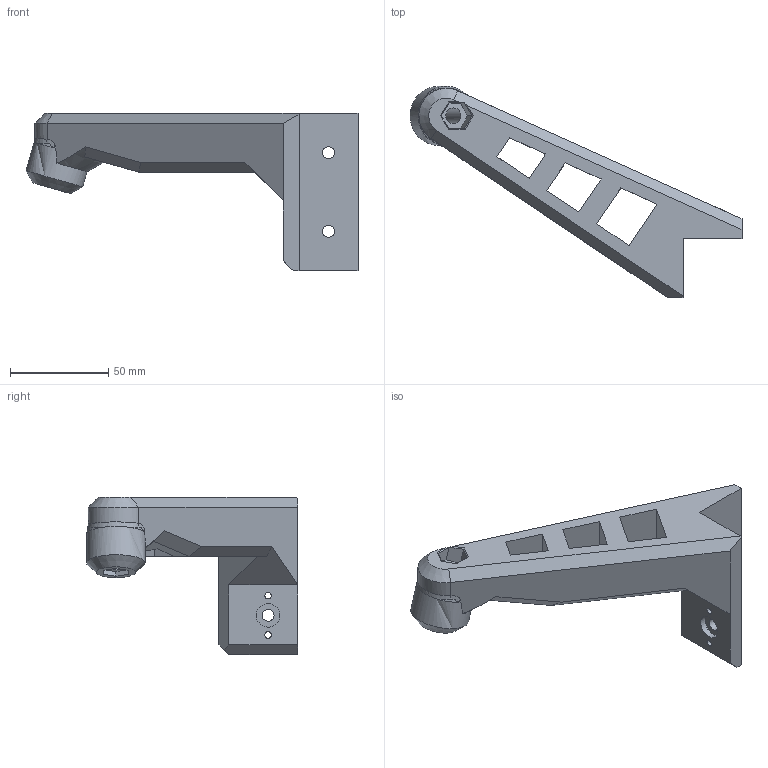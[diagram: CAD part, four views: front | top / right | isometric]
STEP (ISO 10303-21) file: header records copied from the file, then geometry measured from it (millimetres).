
FILE_DESCRIPTION(/* description */ (''),/* implementation_level */ '2;1');
FILE_NAME(/* name */ 'arm 15 deg.stp',/* time_stamp */ '2021-07-12T21:13:00+02:00',/* author */ ('luk'),/* organization */ (''),/* preprocessor_version */ 'ST-DEVELOPER v18',/* originating_system */ 'Autodesk Inventor 2020',/* authorisation */ '');
FILE_SCHEMA (('AUTOMOTIVE_DESIGN { 1 0 10303 214 3 1 1 }'));
Length unit declared in the file: millimetre
Products named in the file (1): ramie filamentu2
Bounding box: 168.91 x 107.4 x 80 mm (x, y, z)
Volume: 177185.3 mm3; surface area: 38039.8 mm2
Topology: 1 solids, 1 shells, 91 faces, 260 edges, 175 vertices
Faces by surface type: plane 72, cylinder 11, cone 5, bspline 3
Full cylindrical faces by diameter (mm): 3.3 x2, 6.1 x3, 8 x1, 12 x3, 30 x1
Entity records: 3206 total; most frequent: CARTESIAN_POINT 743, ORIENTED_EDGE 520, DIRECTION 467, EDGE_CURVE 260, LINE 199, VECTOR 199, VERTEX_POINT 175, AXIS2_PLACEMENT_3D 134
